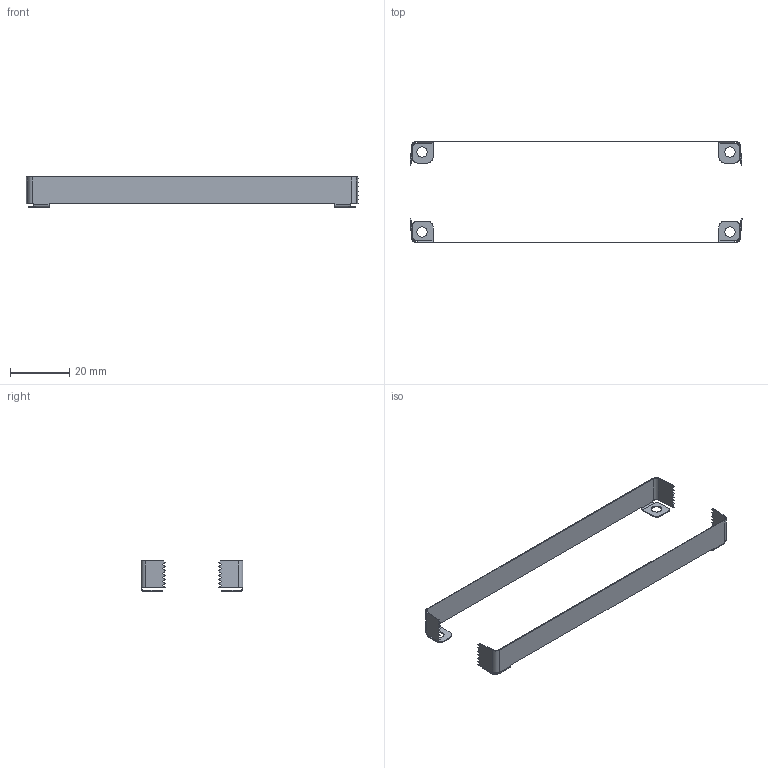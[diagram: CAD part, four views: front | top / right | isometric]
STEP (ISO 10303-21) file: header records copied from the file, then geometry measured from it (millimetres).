
FILE_DESCRIPTION(('Creo Elements/Direct Modeling STEP Export'),'2;1');
FILE_NAME('0lndrr03rc6tv1g3884','2015-06-24T13:55:56',(''),(''),'Creo Elements/Direct Modeling STEP processor for AP214 (Solid Model)','Creo Elements/Direct Modeling 18.1F 24-Jul-2014 (C) Parametric Technology GmbH','');
FILE_SCHEMA(('AUTOMOTIVE_DESIGN { 1 0 10303 214 1 1 1 1 }'));
Length unit declared in the file: millimetre
Products named in the file (3): 54198_A; 54198_A.1; CR_24_BPE
Assembly tree (2 placements, depth 2):
  CR_24_BPE
    54198_A.1
    54198_A
Bounding box: 112.14 x 34.4 x 10.2 mm (x, y, z)
Volume: 723.4 mm3; surface area: 5021.1 mm2
Topology: 2 solids, 2 shells, 136 faces, 396 edges, 264 vertices
Faces by surface type: plane 100, cylinder 36
Entity records: 4563 total; most frequent: CARTESIAN_POINT 839, ORIENTED_EDGE 792, DIRECTION 726, EDGE_CURVE 396, VECTOR 320, LINE 320, VERTEX_POINT 264, AXIS2_PLACEMENT_3D 203
